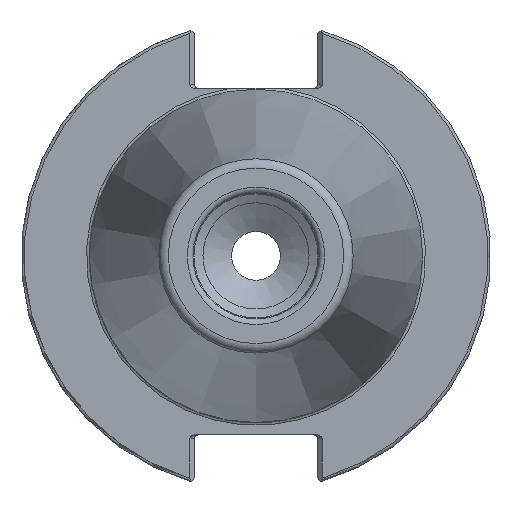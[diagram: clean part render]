
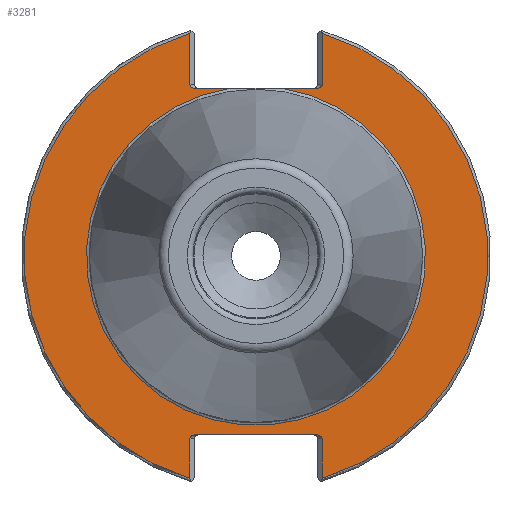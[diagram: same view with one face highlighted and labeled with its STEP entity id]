
A CAD part, left-side view. The second image highlights one B-rep face of the part: STEP entity #3281.
In plain terms, the highlighted planar face has unit normal (-1, 0, 0).
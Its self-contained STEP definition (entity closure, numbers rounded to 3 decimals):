
#27 = VECTOR ( 'NONE', #2054, 1000. ) ;
#68 = CARTESIAN_POINT ( 'NONE',  ( 3.175, -13.85, -46.598 ) ) ;
#72 = VECTOR ( 'NONE', #3309, 1000. ) ;
#94 = CARTESIAN_POINT ( 'NONE',  ( 3.175, 13.85, 35.9 ) ) ;
#107 = ORIENTED_EDGE ( 'NONE', *, *, #123, .T. ) ;
#123 = EDGE_CURVE ( 'NONE', #797, #889, #1994, .T. ) ;
#225 = EDGE_CURVE ( 'NONE', #889, #1897, #3304, .T. ) ;
#235 = DIRECTION ( 'NONE',  ( 0., 0., 1. ) ) ;
#249 = VERTEX_POINT ( 'NONE', #3036 ) ;
#280 = AXIS2_PLACEMENT_3D ( 'NONE', #2656, #2299, #1064 ) ;
#281 = CARTESIAN_POINT ( 'NONE',  ( 3.175, 12.719, -37.5 ) ) ;
#340 = CARTESIAN_POINT ( 'NONE',  ( 3.175, 13.85, 46.598 ) ) ;
#384 = ORIENTED_EDGE ( 'NONE', *, *, #2998, .F. ) ;
#421 = DIRECTION ( 'NONE',  ( 0., 0., 1. ) ) ;
#501 =( BOUNDED_CURVE ( )  B_SPLINE_CURVE ( 3, ( #1160, #603, #892, #281 ),
 .UNSPECIFIED., .F., .F. ) 
 B_SPLINE_CURVE_WITH_KNOTS ( ( 4, 4 ),
 ( 3.142, 4.712 ),
 .UNSPECIFIED. ) 
 CURVE ( )  GEOMETRIC_REPRESENTATION_ITEM ( )  RATIONAL_B_SPLINE_CURVE ( ( 1., 0.805, 0.805, 1. ) ) 
 REPRESENTATION_ITEM ( '' )  );
#503 = VECTOR ( 'NONE', #1483, 1000. ) ;
#549 = DIRECTION ( 'NONE',  ( 0., 0., -1. ) ) ;
#554 = EDGE_CURVE ( 'NONE', #1348, #2813, #3970, .T. ) ;
#594 = LINE ( 'NONE', #2114, #503 ) ;
#603 = CARTESIAN_POINT ( 'NONE',  ( 3.175, 13.85, -37.831 ) ) ;
#608 = AXIS2_PLACEMENT_3D ( 'NONE', #3554, #2990, #235 ) ;
#640 = CARTESIAN_POINT ( 'NONE',  ( 3.175, -13.381, -37.5 ) ) ;
#674 = CARTESIAN_POINT ( 'NONE',  ( 3.175, -13.85, -38.3 ) ) ;
#677 = ORIENTED_EDGE ( 'NONE', *, *, #1081, .F. ) ;
#776 = VERTEX_POINT ( 'NONE', #3426 ) ;
#797 = VERTEX_POINT ( 'NONE', #340 ) ;
#807 = ORIENTED_EDGE ( 'NONE', *, *, #1245, .T. ) ;
#828 = CIRCLE ( 'NONE', #1002, 48.612 ) ;
#864 = ORIENTED_EDGE ( 'NONE', *, *, #3409, .T. ) ;
#889 = VERTEX_POINT ( 'NONE', #3173 ) ;
#892 = CARTESIAN_POINT ( 'NONE',  ( 3.175, 13.381, -37.5 ) ) ;
#931 = CARTESIAN_POINT ( 'NONE',  ( 3.175, 0., 0. ) ) ;
#964 = CARTESIAN_POINT ( 'NONE',  ( 3.175, -13.381, 35.1 ) ) ;
#970 = DIRECTION ( 'NONE',  ( -1., 0., 0. ) ) ;
#993 =( BOUNDED_CURVE ( )  B_SPLINE_CURVE ( 3, ( #2113, #3175, #964, #3756 ),
 .UNSPECIFIED., .F., .F. ) 
 B_SPLINE_CURVE_WITH_KNOTS ( ( 4, 4 ),
 ( 3.142, 4.712 ),
 .UNSPECIFIED. ) 
 CURVE ( )  GEOMETRIC_REPRESENTATION_ITEM ( )  RATIONAL_B_SPLINE_CURVE ( ( 1., 0.805, 0.805, 1. ) ) 
 REPRESENTATION_ITEM ( '' )  );
#1002 = AXIS2_PLACEMENT_3D ( 'NONE', #931, #970, #2781 ) ;
#1064 = DIRECTION ( 'NONE',  ( 0., 0., 1. ) ) ;
#1065 = CIRCLE ( 'NONE', #608, 35.525 ) ;
#1081 = EDGE_CURVE ( 'NONE', #2514, #776, #1305, .T. ) ;
#1087 = VERTEX_POINT ( 'NONE', #3930 ) ;
#1129 = EDGE_CURVE ( 'NONE', #1897, #1348, #501, .T. ) ;
#1145 = LINE ( 'NONE', #3204, #2404 ) ;
#1159 = ORIENTED_EDGE ( 'NONE', *, *, #3673, .T. ) ;
#1160 = CARTESIAN_POINT ( 'NONE',  ( 3.175, 13.85, -38.3 ) ) ;
#1179 = CARTESIAN_POINT ( 'NONE',  ( 3.175, 13.381, 35.1 ) ) ;
#1181 = ORIENTED_EDGE ( 'NONE', *, *, #3083, .T. ) ;
#1183 = ORIENTED_EDGE ( 'NONE', *, *, #3911, .T. ) ;
#1242 = FACE_OUTER_BOUND ( 'NONE', #3934, .T. ) ;
#1245 = EDGE_CURVE ( 'NONE', #1406, #776, #828, .T. ) ;
#1305 = LINE ( 'NONE', #1767, #3303 ) ;
#1327 = CARTESIAN_POINT ( 'NONE',  ( 3.175, -13.85, -38.3 ) ) ;
#1348 = VERTEX_POINT ( 'NONE', #1879 ) ;
#1356 = ORIENTED_EDGE ( 'NONE', *, *, #2085, .F. ) ;
#1406 = VERTEX_POINT ( 'NONE', #68 ) ;
#1418 = DIRECTION ( 'NONE',  ( 0., 0., 1. ) ) ;
#1483 = DIRECTION ( 'NONE',  ( 0., 0., -1. ) ) ;
#1533 = VECTOR ( 'NONE', #3935, 1000. ) ;
#1611 = DIRECTION ( 'NONE',  ( 0., 1., 0. ) ) ;
#1723 = VERTEX_POINT ( 'NONE', #674 ) ;
#1736 = CARTESIAN_POINT ( 'NONE',  ( 3.175, -13.85, -49.212 ) ) ;
#1767 = CARTESIAN_POINT ( 'NONE',  ( 3.175, -13.85, 0. ) ) ;
#1879 = CARTESIAN_POINT ( 'NONE',  ( 3.175, 12.719, -37.5 ) ) ;
#1897 = VERTEX_POINT ( 'NONE', #3203 ) ;
#1944 = AXIS2_PLACEMENT_3D ( 'NONE', #2980, #2385, #549 ) ;
#1994 = CIRCLE ( 'NONE', #280, 48.612 ) ;
#2054 = DIRECTION ( 'NONE',  ( 0., -1., 0. ) ) ;
#2085 = EDGE_CURVE ( 'NONE', #2253, #1087, #1065, .T. ) ;
#2107 = ORIENTED_EDGE ( 'NONE', *, *, #554, .T. ) ;
#2113 = CARTESIAN_POINT ( 'NONE',  ( 3.175, -13.85, 35.9 ) ) ;
#2114 = CARTESIAN_POINT ( 'NONE',  ( 3.175, 13.85, 0. ) ) ;
#2232 = CARTESIAN_POINT ( 'NONE',  ( 3.175, -13.85, 35.9 ) ) ;
#2253 = VERTEX_POINT ( 'NONE', #3085 ) ;
#2299 = DIRECTION ( 'NONE',  ( -1., 0., 0. ) ) ;
#2314 = CARTESIAN_POINT ( 'NONE',  ( 3.175, -13.85, -37.5 ) ) ;
#2340 = CARTESIAN_POINT ( 'NONE',  ( 3.175, 12.719, 35.1 ) ) ;
#2385 = DIRECTION ( 'NONE',  ( 1., 0., 0. ) ) ;
#2404 = VECTOR ( 'NONE', #1611, 1000. ) ;
#2413 = CARTESIAN_POINT ( 'NONE',  ( 3.175, 13.85, 35.431 ) ) ;
#2461 = CARTESIAN_POINT ( 'NONE',  ( 3.175, 13.85, 35.9 ) ) ;
#2483 = VECTOR ( 'NONE', #421, 1000. ) ;
#2514 = VERTEX_POINT ( 'NONE', #2232 ) ;
#2527 = LINE ( 'NONE', #1736, #72 ) ;
#2656 = CARTESIAN_POINT ( 'NONE',  ( 3.175, 0., 0. ) ) ;
#2781 = DIRECTION ( 'NONE',  ( 0., 0., 1. ) ) ;
#2793 = EDGE_CURVE ( 'NONE', #2514, #249, #993, .T. ) ;
#2813 = VERTEX_POINT ( 'NONE', #3605 ) ;
#2980 = CARTESIAN_POINT ( 'NONE',  ( 3.175, 35.525, 0. ) ) ;
#2990 = DIRECTION ( 'NONE',  ( -1., 0., 0. ) ) ;
#2998 = EDGE_CURVE ( 'NONE', #1406, #1723, #2527, .T. ) ;
#3027 = CARTESIAN_POINT ( 'NONE',  ( 3.175, 35.525, 35.1 ) ) ;
#3036 = CARTESIAN_POINT ( 'NONE',  ( 3.175, -12.719, 35.1 ) ) ;
#3072 = CARTESIAN_POINT ( 'NONE',  ( 3.175, 12.719, 35.1 ) ) ;
#3083 = EDGE_CURVE ( 'NONE', #2253, #3843, #1145, .T. ) ;
#3085 = CARTESIAN_POINT ( 'NONE',  ( 3.175, 5.479, 35.1 ) ) ;
#3112 =( BOUNDED_CURVE ( )  B_SPLINE_CURVE ( 3, ( #3128, #640, #3142, #1327 ),
 .UNSPECIFIED., .F., .F. ) 
 B_SPLINE_CURVE_WITH_KNOTS ( ( 4, 4 ),
 ( 4.712, 6.283 ),
 .UNSPECIFIED. ) 
 CURVE ( )  GEOMETRIC_REPRESENTATION_ITEM ( )  RATIONAL_B_SPLINE_CURVE ( ( 1., 0.805, 0.805, 1. ) ) 
 REPRESENTATION_ITEM ( '' )  );
#3128 = CARTESIAN_POINT ( 'NONE',  ( 3.175, -12.719, -37.5 ) ) ;
#3142 = CARTESIAN_POINT ( 'NONE',  ( 3.175, -13.85, -37.831 ) ) ;
#3155 = CARTESIAN_POINT ( 'NONE',  ( 3.175, 13.85, -49.212 ) ) ;
#3173 = CARTESIAN_POINT ( 'NONE',  ( 3.175, 13.85, -46.598 ) ) ;
#3175 = CARTESIAN_POINT ( 'NONE',  ( 3.175, -13.85, 35.431 ) ) ;
#3194 = LINE ( 'NONE', #3027, #1533 ) ;
#3203 = CARTESIAN_POINT ( 'NONE',  ( 3.175, 13.85, -38.3 ) ) ;
#3204 = CARTESIAN_POINT ( 'NONE',  ( 3.175, 35.525, 35.1 ) ) ;
#3281 = ADVANCED_FACE ( 'NONE', ( #1242 ), #3621, .F. ) ;
#3303 = VECTOR ( 'NONE', #1418, 1000. ) ;
#3304 = LINE ( 'NONE', #3155, #2483 ) ;
#3309 = DIRECTION ( 'NONE',  ( 0., 0., 1. ) ) ;
#3409 = EDGE_CURVE ( 'NONE', #3843, #3819, #3772, .T. ) ;
#3412 = ORIENTED_EDGE ( 'NONE', *, *, #225, .T. ) ;
#3426 = CARTESIAN_POINT ( 'NONE',  ( 3.175, -13.85, 46.598 ) ) ;
#3432 = ORIENTED_EDGE ( 'NONE', *, *, #2793, .T. ) ;
#3540 = EDGE_CURVE ( 'NONE', #797, #3819, #594, .T. ) ;
#3554 = CARTESIAN_POINT ( 'NONE',  ( 3.175, 0., 0. ) ) ;
#3605 = CARTESIAN_POINT ( 'NONE',  ( 3.175, -12.719, -37.5 ) ) ;
#3621 = PLANE ( 'NONE',  #1944 ) ;
#3673 = EDGE_CURVE ( 'NONE', #2813, #1723, #3112, .T. ) ;
#3756 = CARTESIAN_POINT ( 'NONE',  ( 3.175, -12.719, 35.1 ) ) ;
#3772 =( BOUNDED_CURVE ( )  B_SPLINE_CURVE ( 3, ( #3072, #1179, #2413, #2461 ),
 .UNSPECIFIED., .F., .F. ) 
 B_SPLINE_CURVE_WITH_KNOTS ( ( 4, 4 ),
 ( 4.712, 6.283 ),
 .UNSPECIFIED. ) 
 CURVE ( )  GEOMETRIC_REPRESENTATION_ITEM ( )  RATIONAL_B_SPLINE_CURVE ( ( 1., 0.805, 0.805, 1. ) ) 
 REPRESENTATION_ITEM ( '' )  );
#3819 = VERTEX_POINT ( 'NONE', #94 ) ;
#3843 = VERTEX_POINT ( 'NONE', #2340 ) ;
#3869 = ORIENTED_EDGE ( 'NONE', *, *, #1129, .T. ) ;
#3911 = EDGE_CURVE ( 'NONE', #249, #1087, #3194, .T. ) ;
#3930 = CARTESIAN_POINT ( 'NONE',  ( 3.175, -5.479, 35.1 ) ) ;
#3934 = EDGE_LOOP ( 'NONE', ( #3412, #3869, #2107, #1159, #384, #807, #677, #3432, #1183, #1356, #1181, #864, #3987, #107 ) ) ;
#3935 = DIRECTION ( 'NONE',  ( 0., 1., 0. ) ) ;
#3970 = LINE ( 'NONE', #2314, #27 ) ;
#3987 = ORIENTED_EDGE ( 'NONE', *, *, #3540, .F. ) ;
